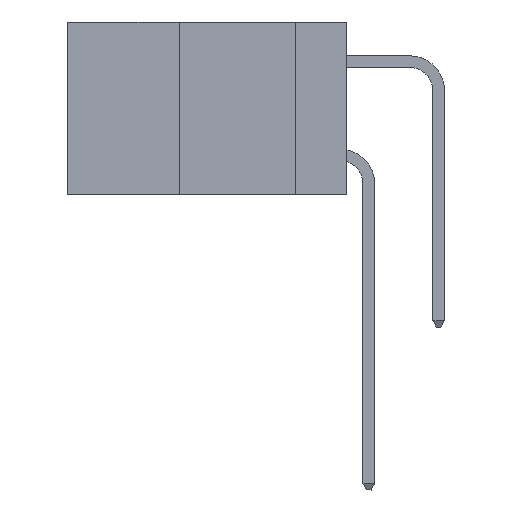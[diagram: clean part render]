
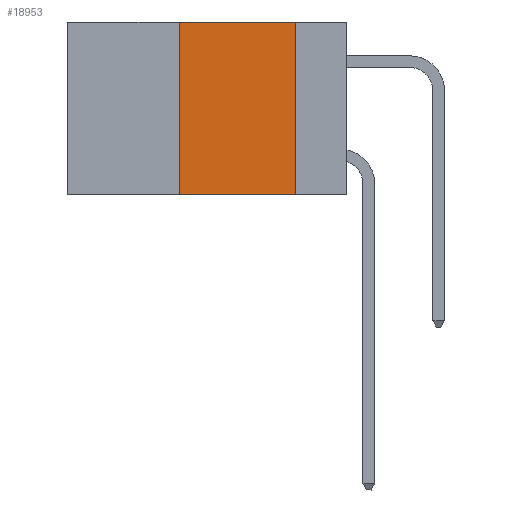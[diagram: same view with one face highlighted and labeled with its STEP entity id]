
A CAD part, left-side view. The second image highlights one B-rep face of the part: STEP entity #18953.
In plain terms, the highlighted planar face has unit normal (-1, 0, 0).
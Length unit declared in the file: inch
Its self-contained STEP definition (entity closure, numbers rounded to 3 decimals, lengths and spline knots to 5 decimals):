
#1435 = CARTESIAN_POINT ( 'NONE',  ( 0., 0.36, -0.37 ) ) ;
#6845 = EDGE_CURVE ( 'NONE', #7020, #11592, #21056, .T. ) ;
#7020 = VERTEX_POINT ( 'NONE', #43489 ) ;
#8143 = VERTEX_POINT ( 'NONE', #35855 ) ;
#9058 = EDGE_CURVE ( 'NONE', #12326, #7020, #12016, .T. ) ;
#10579 = VECTOR ( 'NONE', #11323, 39.37008 ) ;
#10912 = DIRECTION ( 'NONE',  ( 0., -1., 0. ) ) ;
#11323 = DIRECTION ( 'NONE',  ( 0., 0., 1. ) ) ;
#11592 = VERTEX_POINT ( 'NONE', #38970 ) ;
#12016 = LINE ( 'NONE', #22328, #10579 ) ;
#12326 = VERTEX_POINT ( 'NONE', #1435 ) ;
#14685 = ORIENTED_EDGE ( 'NONE', *, *, #18347, .T. ) ;
#17717 = VECTOR ( 'NONE', #39215, 39.37008 ) ;
#18138 = ORIENTED_EDGE ( 'NONE', *, *, #6845, .F. ) ;
#18347 = EDGE_CURVE ( 'NONE', #12326, #8143, #32195, .T. ) ;
#18953 = ADVANCED_FACE ( 'NONE', ( #30680 ), #41215, .F. ) ;
#21056 = LINE ( 'NONE', #46107, #43402 ) ;
#21606 = ORIENTED_EDGE ( 'NONE', *, *, #9058, .F. ) ;
#22328 = CARTESIAN_POINT ( 'NONE',  ( 0., 0.36, 0. ) ) ;
#26942 = DIRECTION ( 'NONE',  ( 1., 0., 0. ) ) ;
#27938 = ORIENTED_EDGE ( 'NONE', *, *, #40527, .F. ) ;
#28449 = LINE ( 'NONE', #36381, #17717 ) ;
#30680 = FACE_OUTER_BOUND ( 'NONE', #46064, .T. ) ;
#32195 = LINE ( 'NONE', #35718, #35845 ) ;
#34665 = DIRECTION ( 'NONE',  ( 0., 0., -1. ) ) ;
#35094 = DIRECTION ( 'NONE',  ( 0., -1., 0. ) ) ;
#35718 = CARTESIAN_POINT ( 'NONE',  ( 0., 0.6, -0.37 ) ) ;
#35845 = VECTOR ( 'NONE', #10912, 39.37008 ) ;
#35855 = CARTESIAN_POINT ( 'NONE',  ( 0., 0.11, -0.37 ) ) ;
#36381 = CARTESIAN_POINT ( 'NONE',  ( 0., 0.11, 0. ) ) ;
#38970 = CARTESIAN_POINT ( 'NONE',  ( 0., 0.11, 0. ) ) ;
#39215 = DIRECTION ( 'NONE',  ( 0., 0., -1. ) ) ;
#40527 = EDGE_CURVE ( 'NONE', #11592, #8143, #28449, .T. ) ;
#41215 = PLANE ( 'NONE',  #44119 ) ;
#43402 = VECTOR ( 'NONE', #35094, 39.37008 ) ;
#43489 = CARTESIAN_POINT ( 'NONE',  ( 0., 0.36, 0. ) ) ;
#44119 = AXIS2_PLACEMENT_3D ( 'NONE', #44964, #26942, #34665 ) ;
#44964 = CARTESIAN_POINT ( 'NONE',  ( 0., 0.6, 0. ) ) ;
#46064 = EDGE_LOOP ( 'NONE', ( #27938, #18138, #21606, #14685 ) ) ;
#46107 = CARTESIAN_POINT ( 'NONE',  ( 0., 0.6, 0. ) ) ;
